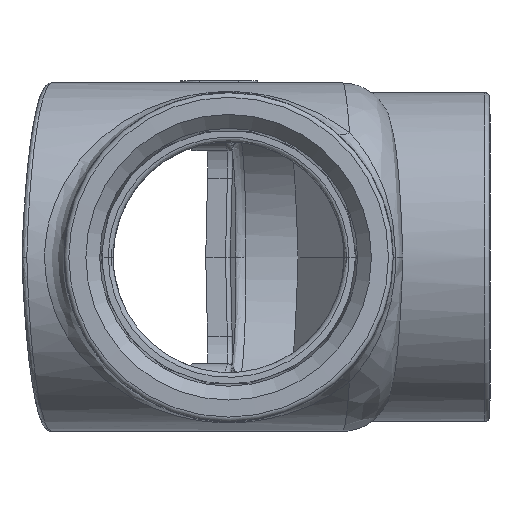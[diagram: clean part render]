
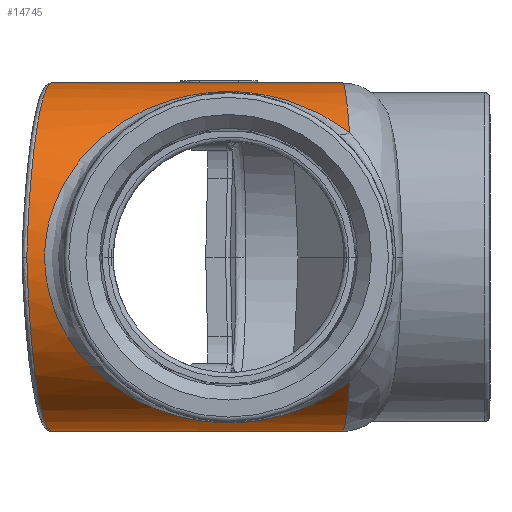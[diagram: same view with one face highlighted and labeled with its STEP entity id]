
A CAD part, left-side view. The second image highlights one B-rep face of the part: STEP entity #14745.
In plain terms, the highlighted cylindrical face has radius 57.15 mm (diameter 114.3 mm), a partial arc.
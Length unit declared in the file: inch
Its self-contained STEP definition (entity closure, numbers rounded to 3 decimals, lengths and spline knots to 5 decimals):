
#978=B_SPLINE_CURVE_WITH_KNOTS('',3,(#36154,#36155,#36156,#36157,#36158,
#36159,#36160,#36161,#36162,#36163,#36164,#36165,#36166,#36167,#36168,#36169,
#36170,#36171,#36172,#36173,#36174,#36175,#36176,#36177,#36178,#36179,#36180,
#36181,#36182,#36183,#36184,#36185,#36186,#36187),.UNSPECIFIED.,.F.,.F.,
(4,1,1,1,1,1,1,1,1,1,1,1,1,1,1,1,1,1,1,1,1,1,1,1,1,1,1,1,1,1,1,4),(-31.30453,
-30.18651,-29.6275,-29.06849,-27.95047,-27.39146,
-26.83245,-26.27344,-25.71443,-24.59641,
-23.4784,-22.36038,-20.86968,-19.37899,
-17.8883,-16.39761,-14.90692,-13.41623,
-11.18019,-8.94415,-7.82613,-6.70811,-5.96277,
-5.21742,-4.84475,-4.47208,-3.91307,-3.35406,
-2.23604,-1.67703,-1.11802,0.),
 .UNSPECIFIED.);
#2498=FACE_OUTER_BOUND('',#3414,.T.);
#3414=EDGE_LOOP('',(#12821,#12822,#12823,#12824,#12825,#12826,#12827));
#4180=LINE('',#36240,#5140);
#4231=LINE('',#37496,#5191);
#5140=VECTOR('',#18484,0.3937);
#5191=VECTOR('',#18599,0.3937);
#5811=ELLIPSE('',#15877,2.25317,2.25);
#5812=ELLIPSE('',#15878,2.25317,2.25);
#5813=ELLIPSE('',#15880,2.26634,2.25);
#5817=ELLIPSE('',#15886,2.26634,2.25);
#6750=VERTEX_POINT('',#35180);
#6753=VERTEX_POINT('',#35250);
#6754=VERTEX_POINT('',#35260);
#6758=VERTEX_POINT('',#35269);
#6828=VERTEX_POINT('',#35947);
#6829=VERTEX_POINT('',#36289);
#6833=VERTEX_POINT('',#36420);
#8833=EDGE_CURVE('',#6828,#6750,#5811,.T.);
#8834=EDGE_CURVE('',#6750,#6753,#978,.T.);
#8835=EDGE_CURVE('',#6753,#6754,#5812,.T.);
#8837=EDGE_CURVE('',#6758,#6754,#4180,.T.);
#8838=EDGE_CURVE('',#6758,#6829,#5813,.T.);
#8845=EDGE_CURVE('',#6829,#6833,#5817,.T.);
#8931=EDGE_CURVE('',#6828,#6833,#4231,.T.);
#12821=ORIENTED_EDGE('',*,*,#8838,.F.);
#12822=ORIENTED_EDGE('',*,*,#8837,.T.);
#12823=ORIENTED_EDGE('',*,*,#8835,.F.);
#12824=ORIENTED_EDGE('',*,*,#8834,.F.);
#12825=ORIENTED_EDGE('',*,*,#8833,.F.);
#12826=ORIENTED_EDGE('',*,*,#8931,.T.);
#12827=ORIENTED_EDGE('',*,*,#8845,.F.);
#14054=CYLINDRICAL_SURFACE('',#15911,2.25);
#14745=ADVANCED_FACE('',(#2498),#14054,.T.);
#15877=AXIS2_PLACEMENT_3D('',#35949,#18477,#18478);
#15878=AXIS2_PLACEMENT_3D('',#36237,#18479,#18480);
#15880=AXIS2_PLACEMENT_3D('',#36290,#18485,#18486);
#15886=AXIS2_PLACEMENT_3D('',#36421,#18498,#18499);
#15911=AXIS2_PLACEMENT_3D('',#37495,#18597,#18598);
#18477=DIRECTION('center_axis',(0.05,-0.999,0.019));
#18478=DIRECTION('ref_axis',(-0.933,-0.053,-0.356));
#18479=DIRECTION('center_axis',(0.05,-0.999,-0.019));
#18480=DIRECTION('ref_axis',(-0.933,-0.053,0.356));
#18484=DIRECTION('',(0.,-1.,0.));
#18485=DIRECTION('center_axis',(0.117,0.993,-0.025));
#18486=DIRECTION('ref_axis',(-0.97,0.12,0.211));
#18498=DIRECTION('center_axis',(0.117,0.993,0.025));
#18499=DIRECTION('ref_axis',(-0.97,0.12,-0.211));
#18597=DIRECTION('center_axis',(0.,1.,0.));
#18598=DIRECTION('ref_axis',(0.,0.,-1.));
#18599=DIRECTION('',(0.,1.,0.));
#35180=CARTESIAN_POINT('',(-17.66439,-1.56052,1.61133));
#35250=CARTESIAN_POINT('',(-17.66439,-1.56052,-1.61133));
#35260=CARTESIAN_POINT('',(-16.094,-1.4705,-2.25));
#35269=CARTESIAN_POINT('',(-16.094,2.28301,-2.25));
#35947=CARTESIAN_POINT('',(-16.094,-1.4705,2.25));
#35949=CARTESIAN_POINT('Origin',(-16.094,-1.51315,0.));
#36154=CARTESIAN_POINT('Ctrl Pts',(-17.66439,-1.56052,
1.61133));
#36155=CARTESIAN_POINT('Ctrl Pts',(-17.59057,-1.46881,
1.68327));
#36156=CARTESIAN_POINT('Ctrl Pts',(-17.47608,-1.32422,
1.78002));
#36157=CARTESIAN_POINT('Ctrl Pts',(-17.32098,-1.11897,
1.88769));
#36158=CARTESIAN_POINT('Ctrl Pts',(-17.16665,-0.90465,
1.9814));
#36159=CARTESIAN_POINT('Ctrl Pts',(-17.01657,-0.67629,
2.05448));
#36160=CARTESIAN_POINT('Ctrl Pts',(-16.88898,-0.42504,
2.10554));
#36161=CARTESIAN_POINT('Ctrl Pts',(-16.81653,-0.22121,
2.13108));
#36162=CARTESIAN_POINT('Ctrl Pts',(-16.78645,-0.00158,
2.14071));
#36163=CARTESIAN_POINT('Ctrl Pts',(-16.82604,0.29201,
2.1281));
#36164=CARTESIAN_POINT('Ctrl Pts',(-16.97882,0.61728,
2.07309));
#36165=CARTESIAN_POINT('Ctrl Pts',(-17.20215,0.95942,1.96409));
#36166=CARTESIAN_POINT('Ctrl Pts',(-17.46238,1.30883,1.79671));
#36167=CARTESIAN_POINT('Ctrl Pts',(-17.74112,1.65749,1.55201));
#36168=CARTESIAN_POINT('Ctrl Pts',(-18.01306,1.98518,1.20423));
#36169=CARTESIAN_POINT('Ctrl Pts',(-18.22687,2.23789,0.77274));
#36170=CARTESIAN_POINT('Ctrl Pts',(-18.34896,2.38083,0.26798));
#36171=CARTESIAN_POINT('Ctrl Pts',(-18.34914,2.38098,-0.26813));
#36172=CARTESIAN_POINT('Ctrl Pts',(-18.20621,2.21379,-0.85732));
#36173=CARTESIAN_POINT('Ctrl Pts',(-17.89146,1.84104,-1.40672));
#36174=CARTESIAN_POINT('Ctrl Pts',(-17.51424,1.37833,-1.7631));
#36175=CARTESIAN_POINT('Ctrl Pts',(-17.2023,0.95953,-1.96417));
#36176=CARTESIAN_POINT('Ctrl Pts',(-17.0027,0.65435,
-2.06121));
#36177=CARTESIAN_POINT('Ctrl Pts',(-16.85656,0.35828,
-2.11777));
#36178=CARTESIAN_POINT('Ctrl Pts',(-16.79515,0.1214,
-2.13794));
#36179=CARTESIAN_POINT('Ctrl Pts',(-16.79572,-0.07565,
-2.13778));
#36180=CARTESIAN_POINT('Ctrl Pts',(-16.82466,-0.24409,
-2.12821));
#36181=CARTESIAN_POINT('Ctrl Pts',(-16.88915,-0.42544,
-2.10547));
#36182=CARTESIAN_POINT('Ctrl Pts',(-17.01663,-0.67635,
-2.05445));
#36183=CARTESIAN_POINT('Ctrl Pts',(-17.1669,-0.90503,
-1.98127));
#36184=CARTESIAN_POINT('Ctrl Pts',(-17.3211,-1.11912,-1.8876));
#36185=CARTESIAN_POINT('Ctrl Pts',(-17.47606,-1.32419,
-1.78003));
#36186=CARTESIAN_POINT('Ctrl Pts',(-17.59057,-1.46881,
-1.68327));
#36187=CARTESIAN_POINT('Ctrl Pts',(-17.66439,-1.56052,
-1.61133));
#36237=CARTESIAN_POINT('Origin',(-16.094,-1.51315,0.));
#36240=CARTESIAN_POINT('',(-16.094,0.,-2.25));
#36289=CARTESIAN_POINT('',(-18.344,2.6062,0.));
#36290=CARTESIAN_POINT('Origin',(-16.094,2.34071,0.));
#36420=CARTESIAN_POINT('',(-16.094,2.28301,2.25));
#36421=CARTESIAN_POINT('Origin',(-16.094,2.34071,0.));
#37495=CARTESIAN_POINT('Origin',(-16.094,0.,0.));
#37496=CARTESIAN_POINT('',(-16.094,0.,2.25));
